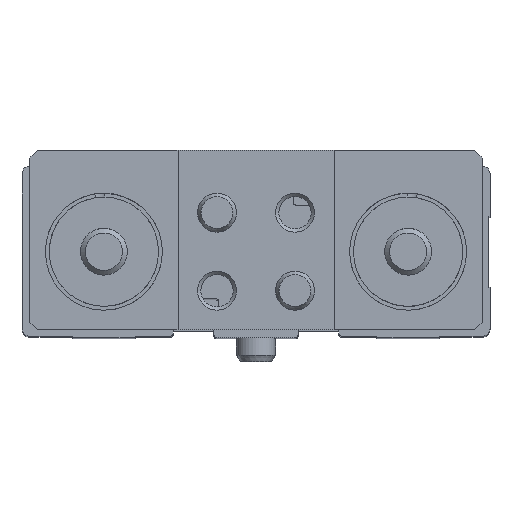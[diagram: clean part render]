
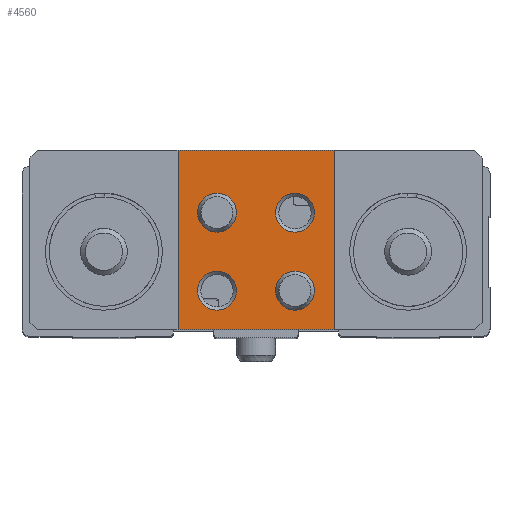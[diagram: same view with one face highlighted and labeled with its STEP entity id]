
A CAD part, top view. The second image highlights one B-rep face of the part: STEP entity #4560.
In plain terms, the highlighted planar face has unit normal (0, 0, 1).
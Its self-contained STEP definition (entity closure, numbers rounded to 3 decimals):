
#208=PLANE('',#5074);
#439=CIRCLE('',#5075,2.5);
#440=CIRCLE('',#5076,2.5);
#441=CIRCLE('',#5077,2.5);
#442=CIRCLE('',#5078,2.5);
#1327=ORIENTED_EDGE('',*,*,#2173,.T.);
#1328=ORIENTED_EDGE('',*,*,#2174,.T.);
#1329=ORIENTED_EDGE('',*,*,#2175,.T.);
#1330=ORIENTED_EDGE('',*,*,#2176,.T.);
#1331=ORIENTED_EDGE('',*,*,#2164,.T.);
#1332=ORIENTED_EDGE('',*,*,#2177,.T.);
#1333=ORIENTED_EDGE('',*,*,#2156,.T.);
#1334=ORIENTED_EDGE('',*,*,#2178,.T.);
#2156=EDGE_CURVE('',#2641,#2648,#3021,.T.);
#2164=EDGE_CURVE('',#2657,#2656,#3029,.T.);
#2173=EDGE_CURVE('',#2665,#2665,#439,.T.);
#2174=EDGE_CURVE('',#2666,#2666,#440,.T.);
#2175=EDGE_CURVE('',#2667,#2667,#441,.T.);
#2176=EDGE_CURVE('',#2668,#2668,#442,.T.);
#2177=EDGE_CURVE('',#2656,#2641,#3038,.T.);
#2178=EDGE_CURVE('',#2648,#2657,#3039,.T.);
#2641=VERTEX_POINT('',#7658);
#2648=VERTEX_POINT('',#7671);
#2656=VERTEX_POINT('',#7689);
#2657=VERTEX_POINT('',#7691);
#2665=VERTEX_POINT('',#7710);
#2666=VERTEX_POINT('',#7712);
#2667=VERTEX_POINT('',#7714);
#2668=VERTEX_POINT('',#7716);
#3021=LINE('',#7672,#3339);
#3029=LINE('',#7690,#3347);
#3038=LINE('',#7717,#3356);
#3039=LINE('',#7718,#3357);
#3339=VECTOR('',#6185,1000.);
#3347=VECTOR('',#6197,1000.);
#3356=VECTOR('',#6218,1000.);
#3357=VECTOR('',#6219,1000.);
#3645=EDGE_LOOP('',(#1327));
#3646=EDGE_LOOP('',(#1328));
#3647=EDGE_LOOP('',(#1329));
#3648=EDGE_LOOP('',(#1330));
#3649=EDGE_LOOP('',(#1331,#1332,#1333,#1334));
#4097=FACE_BOUND('',#3645,.T.);
#4098=FACE_BOUND('',#3646,.T.);
#4099=FACE_BOUND('',#3647,.T.);
#4100=FACE_BOUND('',#3648,.T.);
#4101=FACE_BOUND('',#3649,.T.);
#4560=ADVANCED_FACE('',(#4097,#4098,#4099,#4100,#4101),#208,.T.);
#5074=AXIS2_PLACEMENT_3D('',#7708,#6208,#6209);
#5075=AXIS2_PLACEMENT_3D('',#7709,#6210,#6211);
#5076=AXIS2_PLACEMENT_3D('',#7711,#6212,#6213);
#5077=AXIS2_PLACEMENT_3D('',#7713,#6214,#6215);
#5078=AXIS2_PLACEMENT_3D('',#7715,#6216,#6217);
#6185=DIRECTION('',(-1.,0.,0.));
#6197=DIRECTION('',(1.,0.,0.));
#6208=DIRECTION('',(0.,0.,1.));
#6209=DIRECTION('',(1.,0.,0.));
#6210=DIRECTION('',(0.,0.,-1.));
#6211=DIRECTION('',(-1.,0.,0.));
#6212=DIRECTION('',(0.,0.,-1.));
#6213=DIRECTION('',(-1.,0.,0.));
#6214=DIRECTION('',(0.,0.,-1.));
#6215=DIRECTION('',(-1.,0.,0.));
#6216=DIRECTION('',(0.,0.,-1.));
#6217=DIRECTION('',(-1.,0.,0.));
#6218=DIRECTION('',(0.,1.,0.));
#6219=DIRECTION('',(0.,-1.,0.));
#7658=CARTESIAN_POINT('',(10.,13.,19.));
#7671=CARTESIAN_POINT('',(-10.,13.,19.));
#7672=CARTESIAN_POINT('',(29.,13.,19.));
#7689=CARTESIAN_POINT('',(10.,-10.,19.));
#7690=CARTESIAN_POINT('',(-29.,-10.,19.));
#7691=CARTESIAN_POINT('',(-10.,-10.,19.));
#7708=CARTESIAN_POINT('',(0.,0.,19.));
#7709=CARTESIAN_POINT('',(-5.,-5.,19.));
#7710=CARTESIAN_POINT('',(-7.5,-5.,19.));
#7711=CARTESIAN_POINT('',(-5.,5.,19.));
#7712=CARTESIAN_POINT('',(-7.5,5.,19.));
#7713=CARTESIAN_POINT('',(5.,-5.,19.));
#7714=CARTESIAN_POINT('',(2.5,-5.,19.));
#7715=CARTESIAN_POINT('',(5.,5.,19.));
#7716=CARTESIAN_POINT('',(2.5,5.,19.));
#7717=CARTESIAN_POINT('',(10.,0.,19.));
#7718=CARTESIAN_POINT('',(-10.,0.,19.));
